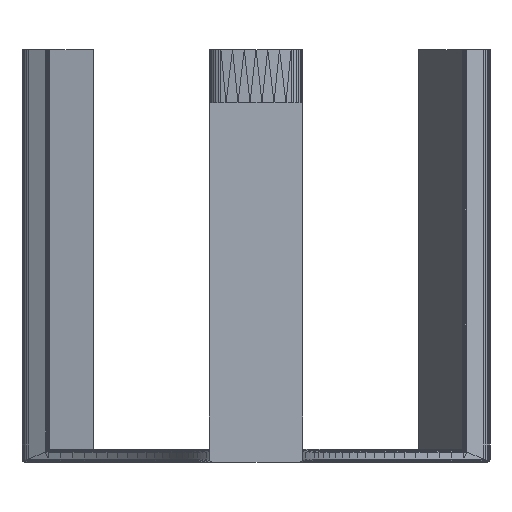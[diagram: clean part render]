
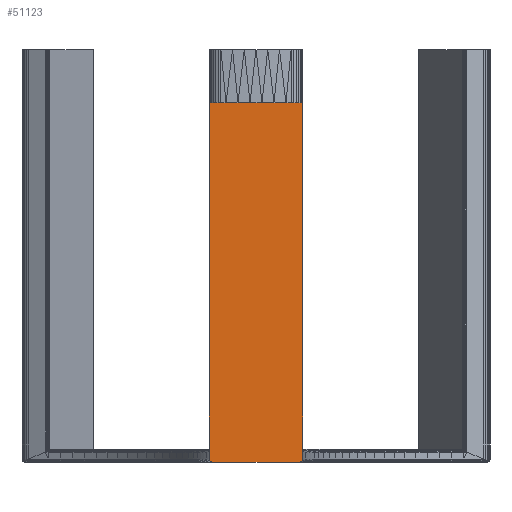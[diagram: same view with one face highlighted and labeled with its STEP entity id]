
A CAD part, front view. The second image highlights one B-rep face of the part: STEP entity #51123.
In plain terms, the highlighted planar face has unit normal (0, -1, 0).
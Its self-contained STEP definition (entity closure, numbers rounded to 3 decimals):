
#330 = VERTEX_POINT('',#331);
#331 = CARTESIAN_POINT('',(7.,-34.594,52.));
#457 = VERTEX_POINT('',#458);
#458 = CARTESIAN_POINT('',(-7.,-34.594,52.));
#464 = EDGE_CURVE('',#457,#465,#467,.T.);
#465 = VERTEX_POINT('',#466);
#466 = CARTESIAN_POINT('',(-0.914,-34.594,52.));
#467 = LINE('',#468,#469);
#468 = CARTESIAN_POINT('',(-8.,-34.594,52.));
#469 = VECTOR('',#470,1.);
#470 = DIRECTION('',(1.,0.,0.));
#609 = VERTEX_POINT('',#610);
#610 = CARTESIAN_POINT('',(0.914,-34.594,52.));
#616 = EDGE_CURVE('',#609,#330,#617,.T.);
#617 = LINE('',#618,#619);
#618 = CARTESIAN_POINT('',(-8.,-34.594,52.));
#619 = VECTOR('',#620,1.);
#620 = DIRECTION('',(1.,0.,0.));
#50556 = VERTEX_POINT('',#50557);
#50557 = CARTESIAN_POINT('',(6.5,-34.594,-2.));
#50563 = EDGE_CURVE('',#50564,#50556,#50566,.T.);
#50564 = VERTEX_POINT('',#50565);
#50565 = CARTESIAN_POINT('',(-6.5,-34.594,-2.));
#50566 = LINE('',#50567,#50568);
#50567 = CARTESIAN_POINT('',(-1.292,-34.594,-2.));
#50568 = VECTOR('',#50569,1.);
#50569 = DIRECTION('',(1.,0.,0.));
#51123 = ADVANCED_FACE('',(#51124),#51243,.F.);
#51124 = FACE_BOUND('',#51125,.F.);
#51125 = EDGE_LOOP('',(#51126,#51127,#51135,#51143,#51151,#51159,#51167,
    #51175,#51181,#51182,#51190,#51198,#51206,#51214,#51222,#51230,
    #51236,#51237));
#51126 = ORIENTED_EDGE('',*,*,#616,.T.);
#51127 = ORIENTED_EDGE('',*,*,#51128,.F.);
#51128 = EDGE_CURVE('',#51129,#330,#51131,.T.);
#51129 = VERTEX_POINT('',#51130);
#51130 = CARTESIAN_POINT('',(7.,-34.594,-1.5));
#51131 = LINE('',#51132,#51133);
#51132 = CARTESIAN_POINT('',(7.,-34.594,-2.104));
#51133 = VECTOR('',#51134,1.);
#51134 = DIRECTION('',(0.,0.,1.));
#51135 = ORIENTED_EDGE('',*,*,#51136,.F.);
#51136 = EDGE_CURVE('',#51137,#51129,#51139,.T.);
#51137 = VERTEX_POINT('',#51138);
#51138 = CARTESIAN_POINT('',(6.983,-34.594,-1.629));
#51139 = LINE('',#51140,#51141);
#51140 = CARTESIAN_POINT('',(6.769,-34.594,-3.256));
#51141 = VECTOR('',#51142,1.);
#51142 = DIRECTION('',(0.131,-0.,0.991));
#51143 = ORIENTED_EDGE('',*,*,#51144,.F.);
#51144 = EDGE_CURVE('',#51145,#51137,#51147,.T.);
#51145 = VERTEX_POINT('',#51146);
#51146 = CARTESIAN_POINT('',(6.933,-34.594,-1.75));
#51147 = LINE('',#51148,#51149);
#51148 = CARTESIAN_POINT('',(5.625,-34.594,-4.908));
#51149 = VECTOR('',#51150,1.);
#51150 = DIRECTION('',(0.383,-0.,0.924));
#51151 = ORIENTED_EDGE('',*,*,#51152,.F.);
#51152 = EDGE_CURVE('',#51153,#51145,#51155,.T.);
#51153 = VERTEX_POINT('',#51154);
#51154 = CARTESIAN_POINT('',(6.854,-34.594,-1.854));
#51155 = LINE('',#51156,#51157);
#51156 = CARTESIAN_POINT('',(3.835,-34.594,-5.788));
#51157 = VECTOR('',#51158,1.);
#51158 = DIRECTION('',(0.609,-0.,0.793));
#51159 = ORIENTED_EDGE('',*,*,#51160,.F.);
#51160 = EDGE_CURVE('',#51161,#51153,#51163,.T.);
#51161 = VERTEX_POINT('',#51162);
#51162 = CARTESIAN_POINT('',(6.75,-34.594,-1.933));
#51163 = LINE('',#51164,#51165);
#51164 = CARTESIAN_POINT('',(1.864,-34.594,-5.682));
#51165 = VECTOR('',#51166,1.);
#51166 = DIRECTION('',(0.793,-0.,0.609));
#51167 = ORIENTED_EDGE('',*,*,#51168,.F.);
#51168 = EDGE_CURVE('',#51169,#51161,#51171,.T.);
#51169 = VERTEX_POINT('',#51170);
#51170 = CARTESIAN_POINT('',(6.629,-34.594,-1.983));
#51171 = LINE('',#51172,#51173);
#51172 = CARTESIAN_POINT('',(0.222,-34.594,-4.637));
#51173 = VECTOR('',#51174,1.);
#51174 = DIRECTION('',(0.924,-0.,0.383));
#51175 = ORIENTED_EDGE('',*,*,#51176,.F.);
#51176 = EDGE_CURVE('',#50556,#51169,#51177,.T.);
#51177 = LINE('',#51178,#51179);
#51178 = CARTESIAN_POINT('',(-0.675,-34.594,-2.945));
#51179 = VECTOR('',#51180,1.);
#51180 = DIRECTION('',(0.991,-0.,0.131));
#51181 = ORIENTED_EDGE('',*,*,#50563,.F.);
#51182 = ORIENTED_EDGE('',*,*,#51183,.F.);
#51183 = EDGE_CURVE('',#51184,#50564,#51186,.T.);
#51184 = VERTEX_POINT('',#51185);
#51185 = CARTESIAN_POINT('',(-6.629,-34.594,-1.983));
#51186 = LINE('',#51187,#51188);
#51187 = CARTESIAN_POINT('',(-7.22,-34.594,-1.905));
#51188 = VECTOR('',#51189,1.);
#51189 = DIRECTION('',(0.991,0.,-0.131));
#51190 = ORIENTED_EDGE('',*,*,#51191,.F.);
#51191 = EDGE_CURVE('',#51192,#51184,#51194,.T.);
#51192 = VERTEX_POINT('',#51193);
#51193 = CARTESIAN_POINT('',(-6.75,-34.594,-1.933));
#51194 = LINE('',#51195,#51196);
#51195 = CARTESIAN_POINT('',(-7.079,-34.594,-1.797));
#51196 = VECTOR('',#51197,1.);
#51197 = DIRECTION('',(0.924,0.,-0.383));
#51198 = ORIENTED_EDGE('',*,*,#51199,.F.);
#51199 = EDGE_CURVE('',#51200,#51192,#51202,.T.);
#51200 = VERTEX_POINT('',#51201);
#51201 = CARTESIAN_POINT('',(-6.854,-34.594,-1.854));
#51202 = LINE('',#51203,#51204);
#51203 = CARTESIAN_POINT('',(-6.924,-34.594,-1.799));
#51204 = VECTOR('',#51205,1.);
#51205 = DIRECTION('',(0.793,0.,-0.609));
#51206 = ORIENTED_EDGE('',*,*,#51207,.F.);
#51207 = EDGE_CURVE('',#51208,#51200,#51210,.T.);
#51208 = VERTEX_POINT('',#51209);
#51209 = CARTESIAN_POINT('',(-6.933,-34.594,-1.75));
#51210 = LINE('',#51211,#51212);
#51211 = CARTESIAN_POINT('',(-6.819,-34.594,-1.899));
#51212 = VECTOR('',#51213,1.);
#51213 = DIRECTION('',(0.609,0.,-0.793));
#51214 = ORIENTED_EDGE('',*,*,#51215,.F.);
#51215 = EDGE_CURVE('',#51216,#51208,#51218,.T.);
#51216 = VERTEX_POINT('',#51217);
#51217 = CARTESIAN_POINT('',(-6.983,-34.594,-1.629));
#51218 = LINE('',#51219,#51220);
#51219 = CARTESIAN_POINT('',(-6.809,-34.594,-2.05));
#51220 = VECTOR('',#51221,1.);
#51221 = DIRECTION('',(0.383,0.,-0.924));
#51222 = ORIENTED_EDGE('',*,*,#51223,.F.);
#51223 = EDGE_CURVE('',#51224,#51216,#51226,.T.);
#51224 = VERTEX_POINT('',#51225);
#51225 = CARTESIAN_POINT('',(-7.,-34.594,-1.5));
#51226 = LINE('',#51227,#51228);
#51227 = CARTESIAN_POINT('',(-6.909,-34.594,-2.189));
#51228 = VECTOR('',#51229,1.);
#51229 = DIRECTION('',(0.131,0.,-0.991));
#51230 = ORIENTED_EDGE('',*,*,#51231,.F.);
#51231 = EDGE_CURVE('',#457,#51224,#51232,.T.);
#51232 = LINE('',#51233,#51234);
#51233 = CARTESIAN_POINT('',(-7.,-34.594,13.741));
#51234 = VECTOR('',#51235,1.);
#51235 = DIRECTION('',(0.,0.,-1.));
#51236 = ORIENTED_EDGE('',*,*,#464,.T.);
#51237 = ORIENTED_EDGE('',*,*,#51238,.T.);
#51238 = EDGE_CURVE('',#465,#609,#51239,.T.);
#51239 = LINE('',#51240,#51241);
#51240 = CARTESIAN_POINT('',(-8.,-34.594,52.));
#51241 = VECTOR('',#51242,1.);
#51242 = DIRECTION('',(1.,0.,0.));
#51243 = PLANE('',#51244);
#51244 = AXIS2_PLACEMENT_3D('',#51245,#51246,#51247);
#51245 = CARTESIAN_POINT('',(-8.,-34.594,-3.));
#51246 = DIRECTION('',(0.,1.,0.));
#51247 = DIRECTION('',(0.,0.,1.));
